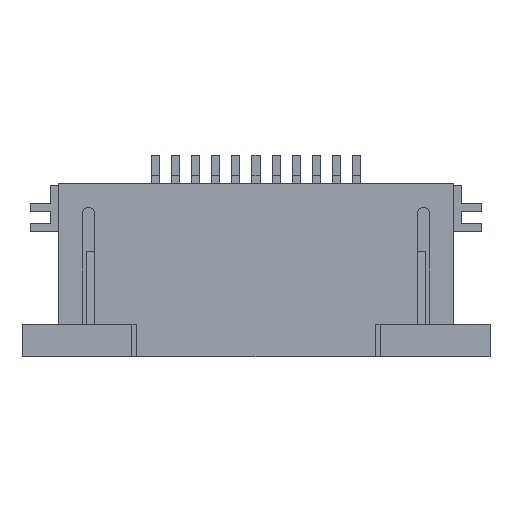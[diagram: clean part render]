
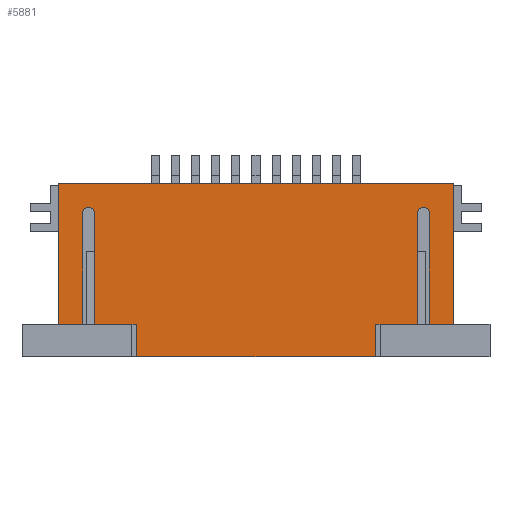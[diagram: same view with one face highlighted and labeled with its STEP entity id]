
A CAD part, top view. The second image highlights one B-rep face of the part: STEP entity #5881.
In plain terms, the highlighted planar face has unit normal (0, 0, 1).
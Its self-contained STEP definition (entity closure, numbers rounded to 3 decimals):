
#32 = VERTEX_POINT('',#33);
#33 = CARTESIAN_POINT('',(4.9,-3.8,1.9));
#39 = EDGE_CURVE('',#32,#40,#42,.T.);
#40 = VERTEX_POINT('',#41);
#41 = CARTESIAN_POINT('',(4.3,-3.8,1.9));
#42 = LINE('',#43,#44);
#43 = CARTESIAN_POINT('',(4.9,-3.8,1.9));
#44 = VECTOR('',#45,1.);
#45 = DIRECTION('',(-1.,0.,0.));
#88 = VERTEX_POINT('',#89);
#89 = CARTESIAN_POINT('',(4.,-3.8,1.9));
#97 = EDGE_CURVE('',#88,#98,#100,.T.);
#98 = VERTEX_POINT('',#99);
#99 = CARTESIAN_POINT('',(3.075,-3.8,1.9));
#100 = LINE('',#101,#102);
#101 = CARTESIAN_POINT('',(4.9,-3.8,1.9));
#102 = VECTOR('',#103,1.);
#103 = DIRECTION('',(-1.,0.,0.));
#367 = EDGE_CURVE('',#368,#370,#372,.T.);
#368 = VERTEX_POINT('',#369);
#369 = CARTESIAN_POINT('',(-3.075,-3.8,1.9));
#370 = VERTEX_POINT('',#371);
#371 = CARTESIAN_POINT('',(-4.,-3.8,1.9));
#372 = LINE('',#373,#374);
#373 = CARTESIAN_POINT('',(4.9,-3.8,1.9));
#374 = VECTOR('',#375,1.);
#375 = DIRECTION('',(-1.,0.,0.));
#532 = VERTEX_POINT('',#533);
#533 = CARTESIAN_POINT('',(-4.3,-3.8,1.9));
#539 = EDGE_CURVE('',#532,#540,#542,.T.);
#540 = VERTEX_POINT('',#541);
#541 = CARTESIAN_POINT('',(-4.9,-3.8,1.9));
#542 = LINE('',#543,#544);
#543 = CARTESIAN_POINT('',(4.9,-3.8,1.9));
#544 = VECTOR('',#545,1.);
#545 = DIRECTION('',(-1.,0.,0.));
#4073 = VERTEX_POINT('',#4074);
#4074 = CARTESIAN_POINT('',(4.,-1.05,1.9));
#4080 = EDGE_CURVE('',#4073,#88,#4081,.T.);
#4081 = LINE('',#4082,#4083);
#4082 = CARTESIAN_POINT('',(4.,-1.05,1.9));
#4083 = VECTOR('',#4084,1.);
#4084 = DIRECTION('',(0.,-1.,0.));
#4735 = EDGE_CURVE('',#4736,#540,#4738,.T.);
#4736 = VERTEX_POINT('',#4737);
#4737 = CARTESIAN_POINT('',(-4.9,-0.3,1.9));
#4738 = LINE('',#4739,#4740);
#4739 = CARTESIAN_POINT('',(-4.9,-0.3,1.9));
#4740 = VECTOR('',#4741,1.);
#4741 = DIRECTION('',(0.,-1.,0.));
#4807 = VERTEX_POINT('',#4808);
#4808 = CARTESIAN_POINT('',(4.9,-0.3,1.9));
#4814 = EDGE_CURVE('',#4807,#32,#4815,.T.);
#4815 = LINE('',#4816,#4817);
#4816 = CARTESIAN_POINT('',(4.9,-0.3,1.9));
#4817 = VECTOR('',#4818,1.);
#4818 = DIRECTION('',(0.,-1.,0.));
#4835 = EDGE_CURVE('',#4836,#368,#4838,.T.);
#4836 = VERTEX_POINT('',#4837);
#4837 = CARTESIAN_POINT('',(-2.96,-3.8,1.9));
#4838 = LINE('',#4839,#4840);
#4839 = CARTESIAN_POINT('',(4.9,-3.8,1.9));
#4840 = VECTOR('',#4841,1.);
#4841 = DIRECTION('',(-1.,0.,0.));
#4877 = EDGE_CURVE('',#98,#4878,#4880,.T.);
#4878 = VERTEX_POINT('',#4879);
#4879 = CARTESIAN_POINT('',(2.96,-3.8,1.9));
#4880 = LINE('',#4881,#4882);
#4881 = CARTESIAN_POINT('',(4.9,-3.8,1.9));
#4882 = VECTOR('',#4883,1.);
#4883 = DIRECTION('',(-1.,0.,0.));
#5881 = ADVANCED_FACE('',(#5882),#5959,.T.);
#5882 = FACE_BOUND('',#5883,.T.);
#5883 = EDGE_LOOP('',(#5884,#5885,#5894,#5900,#5901,#5902,#5908,#5909,
    #5910,#5918,#5927,#5933,#5934,#5935,#5943,#5951,#5957,#5958));
#5884 = ORIENTED_EDGE('',*,*,#4080,.F.);
#5885 = ORIENTED_EDGE('',*,*,#5886,.F.);
#5886 = EDGE_CURVE('',#5887,#4073,#5889,.T.);
#5887 = VERTEX_POINT('',#5888);
#5888 = CARTESIAN_POINT('',(4.3,-1.05,1.9));
#5889 = CIRCLE('',#5890,0.15);
#5890 = AXIS2_PLACEMENT_3D('',#5891,#5892,#5893);
#5891 = CARTESIAN_POINT('',(4.15,-1.05,1.9));
#5892 = DIRECTION('',(0.,0.,1.));
#5893 = DIRECTION('',(1.,0.,0.));
#5894 = ORIENTED_EDGE('',*,*,#5895,.F.);
#5895 = EDGE_CURVE('',#40,#5887,#5896,.T.);
#5896 = LINE('',#5897,#5898);
#5897 = CARTESIAN_POINT('',(4.3,-3.8,1.9));
#5898 = VECTOR('',#5899,1.);
#5899 = DIRECTION('',(0.,1.,0.));
#5900 = ORIENTED_EDGE('',*,*,#39,.F.);
#5901 = ORIENTED_EDGE('',*,*,#4814,.F.);
#5902 = ORIENTED_EDGE('',*,*,#5903,.T.);
#5903 = EDGE_CURVE('',#4807,#4736,#5904,.T.);
#5904 = LINE('',#5905,#5906);
#5905 = CARTESIAN_POINT('',(4.9,-0.3,1.9));
#5906 = VECTOR('',#5907,1.);
#5907 = DIRECTION('',(-1.,0.,0.));
#5908 = ORIENTED_EDGE('',*,*,#4735,.T.);
#5909 = ORIENTED_EDGE('',*,*,#539,.F.);
#5910 = ORIENTED_EDGE('',*,*,#5911,.F.);
#5911 = EDGE_CURVE('',#5912,#532,#5914,.T.);
#5912 = VERTEX_POINT('',#5913);
#5913 = CARTESIAN_POINT('',(-4.3,-1.05,1.9));
#5914 = LINE('',#5915,#5916);
#5915 = CARTESIAN_POINT('',(-4.3,-1.05,1.9));
#5916 = VECTOR('',#5917,1.);
#5917 = DIRECTION('',(0.,-1.,0.));
#5918 = ORIENTED_EDGE('',*,*,#5919,.F.);
#5919 = EDGE_CURVE('',#5920,#5912,#5922,.T.);
#5920 = VERTEX_POINT('',#5921);
#5921 = CARTESIAN_POINT('',(-4.,-1.05,1.9));
#5922 = CIRCLE('',#5923,0.15);
#5923 = AXIS2_PLACEMENT_3D('',#5924,#5925,#5926);
#5924 = CARTESIAN_POINT('',(-4.15,-1.05,1.9));
#5925 = DIRECTION('',(0.,0.,1.));
#5926 = DIRECTION('',(1.,0.,0.));
#5927 = ORIENTED_EDGE('',*,*,#5928,.F.);
#5928 = EDGE_CURVE('',#370,#5920,#5929,.T.);
#5929 = LINE('',#5930,#5931);
#5930 = CARTESIAN_POINT('',(-4.,-3.8,1.9));
#5931 = VECTOR('',#5932,1.);
#5932 = DIRECTION('',(0.,1.,0.));
#5933 = ORIENTED_EDGE('',*,*,#367,.F.);
#5934 = ORIENTED_EDGE('',*,*,#4835,.F.);
#5935 = ORIENTED_EDGE('',*,*,#5936,.T.);
#5936 = EDGE_CURVE('',#4836,#5937,#5939,.T.);
#5937 = VERTEX_POINT('',#5938);
#5938 = CARTESIAN_POINT('',(-2.96,-4.6,1.9));
#5939 = LINE('',#5940,#5941);
#5940 = CARTESIAN_POINT('',(-2.96,-3.8,1.9));
#5941 = VECTOR('',#5942,1.);
#5942 = DIRECTION('',(0.,-1.,0.));
#5943 = ORIENTED_EDGE('',*,*,#5944,.T.);
#5944 = EDGE_CURVE('',#5937,#5945,#5947,.T.);
#5945 = VERTEX_POINT('',#5946);
#5946 = CARTESIAN_POINT('',(2.96,-4.6,1.9));
#5947 = LINE('',#5948,#5949);
#5948 = CARTESIAN_POINT('',(-2.96,-4.6,1.9));
#5949 = VECTOR('',#5950,1.);
#5950 = DIRECTION('',(1.,0.,0.));
#5951 = ORIENTED_EDGE('',*,*,#5952,.T.);
#5952 = EDGE_CURVE('',#5945,#4878,#5953,.T.);
#5953 = LINE('',#5954,#5955);
#5954 = CARTESIAN_POINT('',(2.96,-4.6,1.9));
#5955 = VECTOR('',#5956,1.);
#5956 = DIRECTION('',(0.,1.,0.));
#5957 = ORIENTED_EDGE('',*,*,#4877,.F.);
#5958 = ORIENTED_EDGE('',*,*,#97,.F.);
#5959 = PLANE('',#5960);
#5960 = AXIS2_PLACEMENT_3D('',#5961,#5962,#5963);
#5961 = CARTESIAN_POINT('',(4.9,-0.3,1.9));
#5962 = DIRECTION('',(0.,0.,1.));
#5963 = DIRECTION('',(1.,0.,0.));
